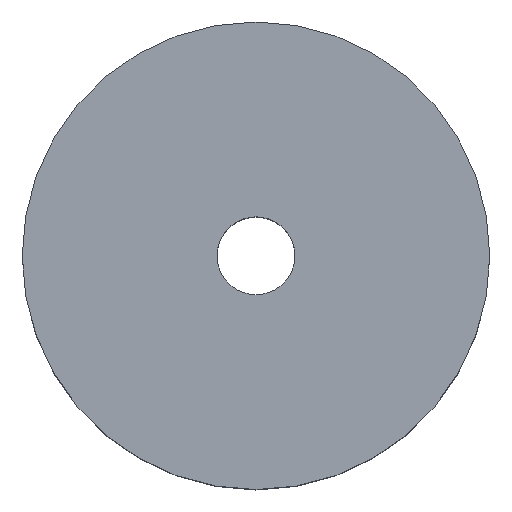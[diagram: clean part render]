
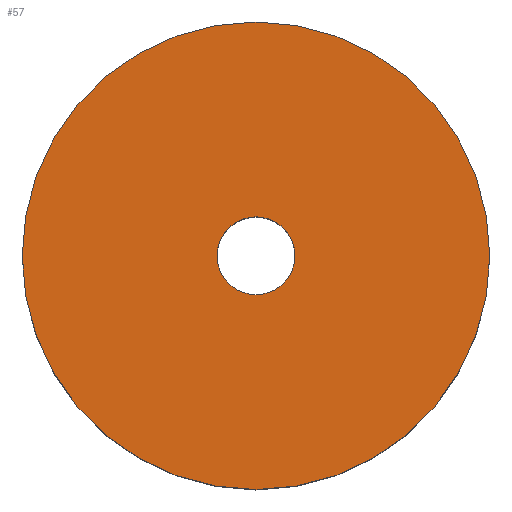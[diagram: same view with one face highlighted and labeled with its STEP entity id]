
A CAD part, top view. The second image highlights one B-rep face of the part: STEP entity #57.
In plain terms, the highlighted planar face has unit normal (0, 0, 1).
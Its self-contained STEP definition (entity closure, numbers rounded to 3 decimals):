
#57=ADVANCED_FACE('',(#129,#131),#133,.T.);
#129=FACE_BOUND('',#130,.T.);
#130=EDGE_LOOP('',(#194));
#131=FACE_BOUND('',#132,.T.);
#132=EDGE_LOOP('',(#195));
#133=PLANE('',#134);
#134=AXIS2_PLACEMENT_3D('',#135,#136,#137);
#135=CARTESIAN_POINT('',(0.,0.,15.));
#136=DIRECTION('',(0.,0.,1.));
#137=DIRECTION('',(-1.,0.,0.));
#194=ORIENTED_EDGE('',*,*,#210,.T.);
#195=ORIENTED_EDGE('',*,*,#211,.T.);
#210=EDGE_CURVE('',#220,#220,#221,.T.);
#211=EDGE_CURVE('',#222,#222,#223,.T.);
#220=VERTEX_POINT('',#242);
#221=CIRCLE('',#243,15.);
#222=VERTEX_POINT('',#247);
#223=CIRCLE('',#248,2.5);
#242=CARTESIAN_POINT('',(-15.,0.,15.));
#243=AXIS2_PLACEMENT_3D('',#244,#245,#246);
#244=CARTESIAN_POINT('',(0.,0.,15.));
#245=DIRECTION('',(0.,0.,1.));
#246=DIRECTION('',(-1.,0.,0.));
#247=CARTESIAN_POINT('',(-2.5,0.,15.));
#248=AXIS2_PLACEMENT_3D('',#249,#250,#251);
#249=CARTESIAN_POINT('',(0.,0.,15.));
#250=DIRECTION('',(0.,0.,-1.));
#251=DIRECTION('',(-1.,0.,0.));
